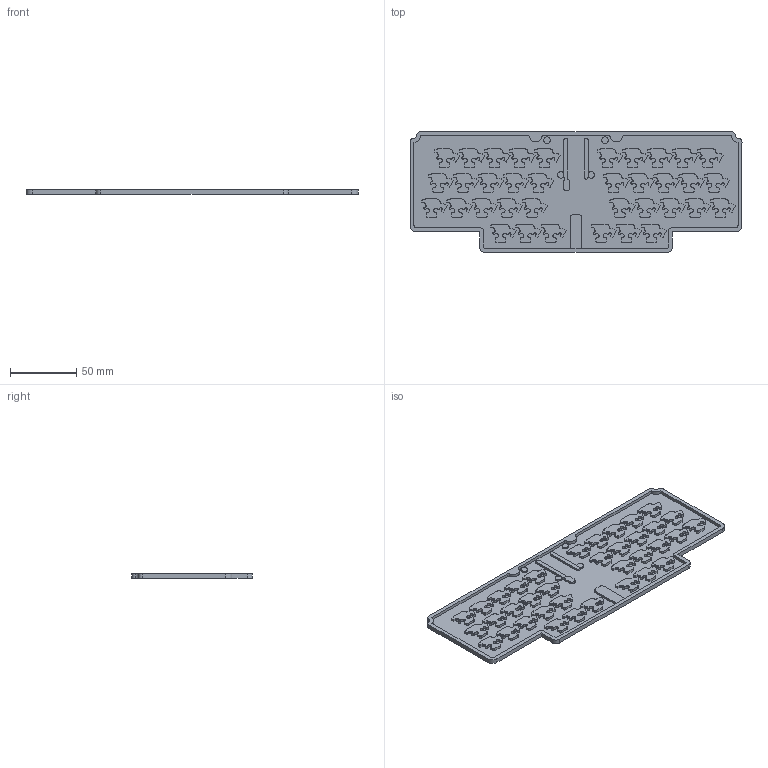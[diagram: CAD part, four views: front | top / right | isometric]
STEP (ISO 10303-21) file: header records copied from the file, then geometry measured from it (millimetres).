
FILE_DESCRIPTION(('FreeCAD Model'),'2;1');
FILE_NAME('Open CASCADE Shape Model','2026-01-17T15:27:31',(''),(''), 'Open CASCADE STEP processor 7.8','FreeCAD','Unknown');
FILE_SCHEMA(('AUTOMOTIVE_DESIGN { 1 0 10303 214 1 1 1 1 }'));
Length unit declared in the file: millimetre
Products named in the file (1): bottom-fill-mold
Bounding box: 251.5 x 91.5 x 3.4 mm (x, y, z)
Volume: 37938.8 mm3; surface area: 52275.6 mm2
Topology: 1 solids, 1 shells, 1633 faces, 4844 edges, 3254 vertices
Faces by surface type: cylinder 908, plane 689, bspline 36
Full cylindrical faces by diameter (mm): 5 x2
Entity records: 57720 total; most frequent: CARTESIAN_POINT 12396, DIRECTION 9792, ORIENTED_EDGE 9688, EDGE_CURVE 4844, AXIS2_PLACEMENT_3D 3494, VERTEX_POINT 3254, LINE 2804, VECTOR 2804
